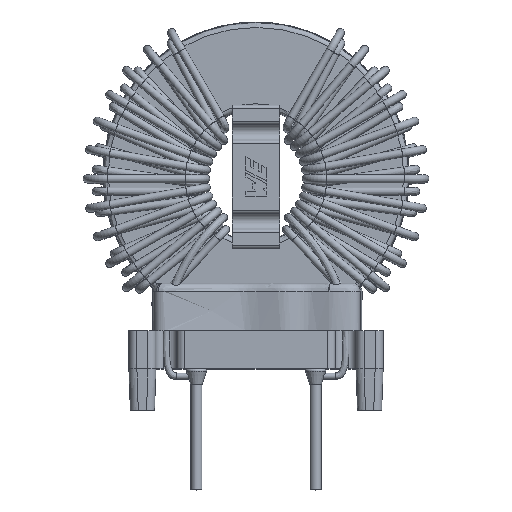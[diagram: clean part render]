
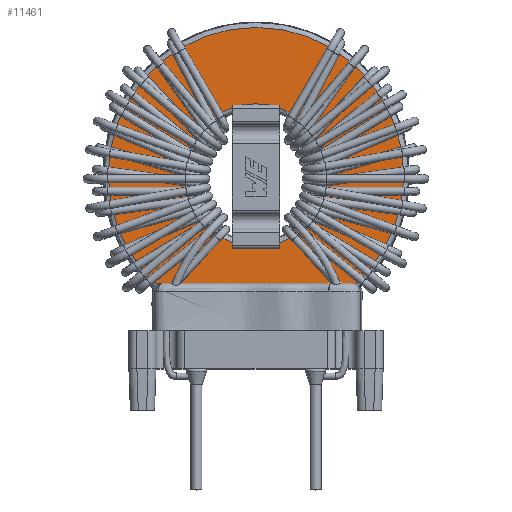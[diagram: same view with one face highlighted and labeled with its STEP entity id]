
A CAD part, top view. The second image highlights one B-rep face of the part: STEP entity #11461.
In plain terms, the highlighted face is planar.
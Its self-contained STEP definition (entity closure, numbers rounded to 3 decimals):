
#2499=ORIENTED_EDGE('',*,*,#4756,.F.);
#2500=ORIENTED_EDGE('',*,*,#4779,.F.);
#4756=EDGE_CURVE('',#5950,#5950,#6843,.T.);
#4779=EDGE_CURVE('',#5969,#5969,#6863,.T.);
#5950=VERTEX_POINT('',#17555);
#5969=VERTEX_POINT('',#17615);
#6843=CIRCLE('',#12446,4.497);
#6863=CIRCLE('',#12484,9.303);
#7589=EDGE_LOOP('',(#2499));
#7590=EDGE_LOOP('',(#2500));
#8909=FACE_BOUND('',#7589,.T.);
#8910=FACE_BOUND('',#7590,.T.);
#10142=PLANE('',#12485);
#11461=ADVANCED_FACE('',(#8909,#8910),#10142,.F.);
#12446=AXIS2_PLACEMENT_3D('',#17554,#14226,#14227);
#12484=AXIS2_PLACEMENT_3D('',#17614,#14305,#14306);
#12485=AXIS2_PLACEMENT_3D('',#17616,#14307,#14308);
#14226=DIRECTION('',(0.,-1.,0.));
#14227=DIRECTION('',(1.,0.,0.01));
#14305=DIRECTION('',(0.,1.,0.));
#14306=DIRECTION('',(-1.,0.,0.006));
#14307=DIRECTION('',(0.,1.,0.));
#14308=DIRECTION('',(1.,0.,0.));
#17554=CARTESIAN_POINT('',(0.,0.,0.));
#17555=CARTESIAN_POINT('',(4.497,0.,0.044));
#17614=CARTESIAN_POINT('',(0.,0.,0.));
#17615=CARTESIAN_POINT('',(-9.303,0.,0.059));
#17616=CARTESIAN_POINT('',(0.,0.,0.));
